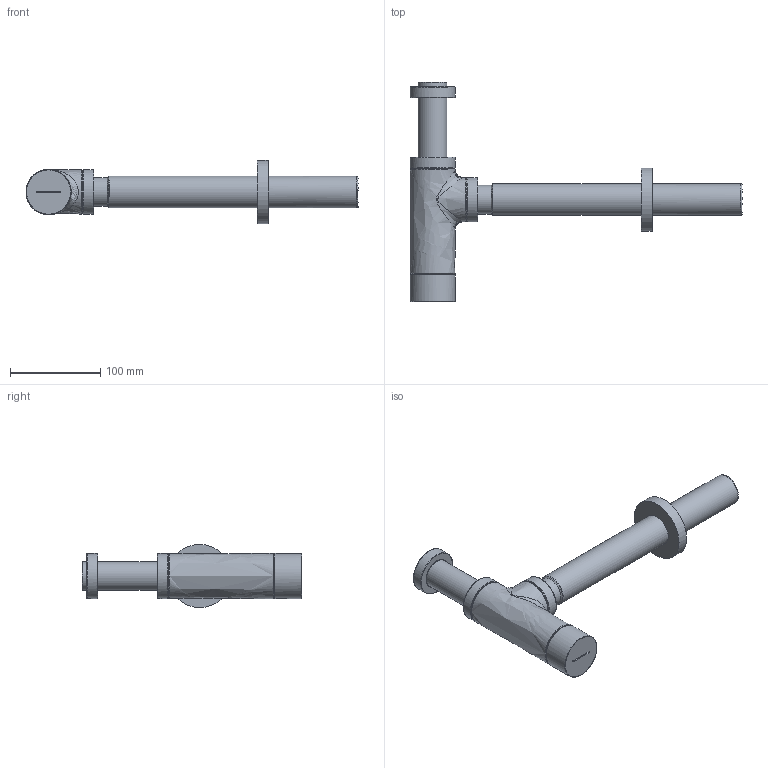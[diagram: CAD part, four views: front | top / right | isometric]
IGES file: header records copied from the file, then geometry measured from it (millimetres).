
Global section: file name: V193; native system: Autodesk Inventor 2020; preprocessor: unknown; author: adaniels; date: 20191111.102004; units: millimetre
Bounding box: 368 x 243 x 69.96 mm (x, y, z)
Volume: 436023.5 mm3; surface area: 127328.4 mm2
Topology: 1 solids, 1 shells, 64 faces, 175 edges, 133 vertices
Faces by surface type: bspline 64
